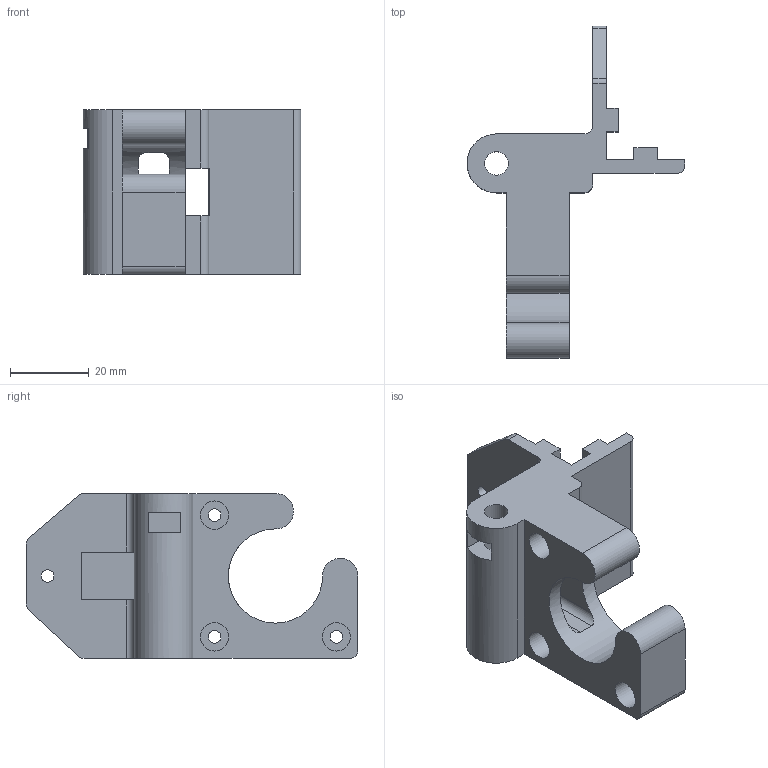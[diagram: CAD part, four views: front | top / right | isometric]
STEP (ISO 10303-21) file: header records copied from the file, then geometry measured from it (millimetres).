
FILE_DESCRIPTION(('FreeCAD Model'),'2;1');
FILE_NAME('x-motor-holder-20x20-M5-x1.step', '2021-04-29T09:47:43',('Author'),(''), 'Open CASCADE STEP processor 7.3','FreeCAD','Unknown');
FILE_SCHEMA(('AUTOMOTIVE_DESIGN { 1 0 10303 214 1 1 1 1 }'));
Length unit declared in the file: millimetre
Products named in the file (1): M5-stepper-holder_(Mirror_#3)
Bounding box: 55.5 x 84.5 x 42 mm (x, y, z)
Volume: 37338.9 mm3; surface area: 16964.5 mm2
Topology: 1 solids, 3 shells, 93 faces, 252 edges, 168 vertices
Faces by surface type: plane 62, cylinder 31
Full cylindrical faces by diameter (mm): 2.6 x2, 3.2 x4, 6 x2, 7.2 x3
Entity records: 6784 total; most frequent: CARTESIAN_POINT 1672, DIRECTION 961, LINE 616, VECTOR 616, ORIENTED_EDGE 504, PCURVE 504, DEFINITIONAL_REPRESENTATION 504, EDGE_CURVE 252
